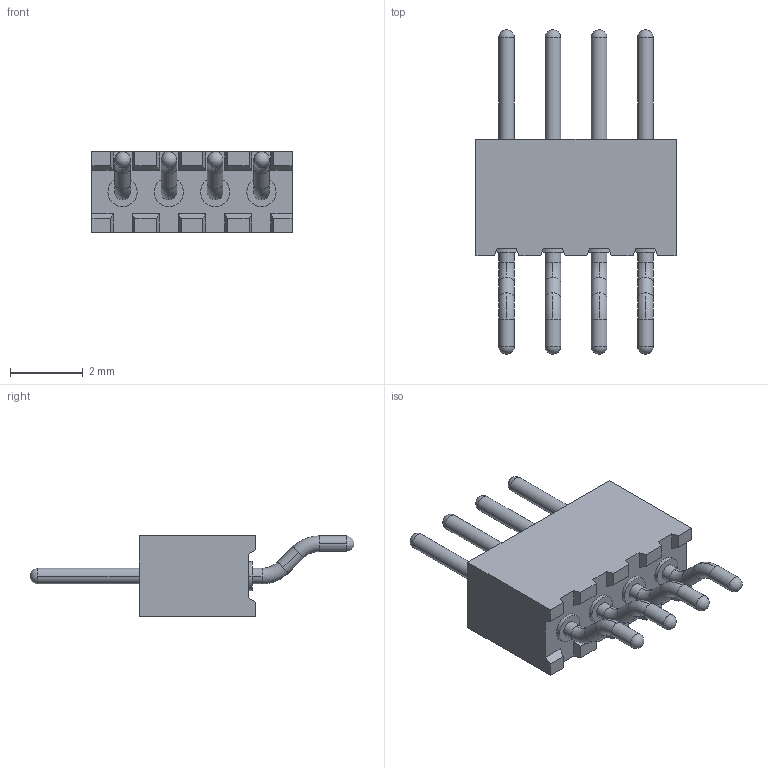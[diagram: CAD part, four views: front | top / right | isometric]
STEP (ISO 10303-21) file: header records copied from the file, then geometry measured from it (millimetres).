
FILE_DESCRIPTION(('STEP AP242'),'1');
FILE_NAME('pcb_connector_850-80-004-40-251101.stp','2021-09-29T20:08:09',('TraceParts'),('TraceParts S.A.'),'Spatial InterOp 3D',' ',' ');
FILE_SCHEMA(('AP242_MANAGED_MODEL_BASED_3D_ENGINEERING_MIM_LF {1 0 10303 442 1 1 4}'));
Length unit declared in the file: millimetre
Products named in the file (1): pcb_connector_850-80-004-40-251101
Bounding box: 5.49 x 8.9 x 2.2 mm (x, y, z)
Volume: 40.4 mm3; surface area: 106.4 mm2
Topology: 1 solids, 1 shells, 110 faces, 320 edges, 208 vertices
Faces by surface type: plane 46, cylinder 40, torus 16, sphere 8
Entity records: 4496 total; most frequent: DIRECTION 670, CARTESIAN_POINT 623, ORIENTED_EDGE 608, EDGE_CURVE 304, AXIS2_PLACEMENT_3D 255, VERTEX_POINT 208, LINE 160, VECTOR 160
